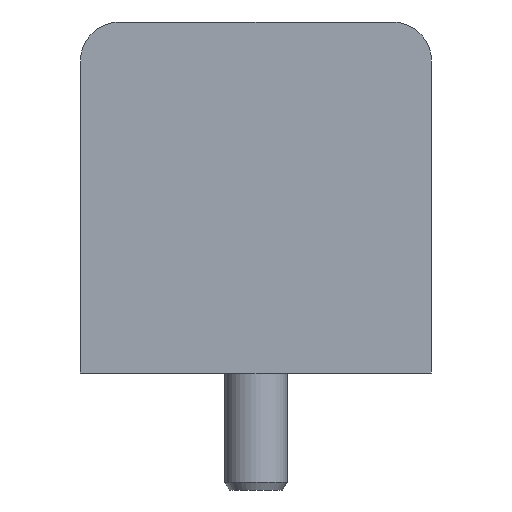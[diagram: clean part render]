
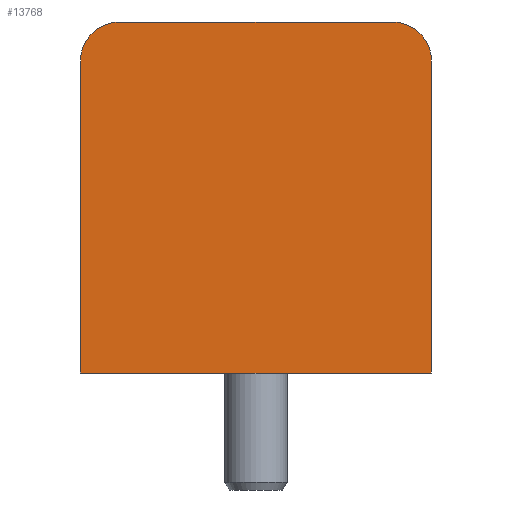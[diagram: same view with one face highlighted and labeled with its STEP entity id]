
A CAD part, left-side view. The second image highlights one B-rep face of the part: STEP entity #13768.
In plain terms, the highlighted planar face has unit normal (-1, 0, 0).
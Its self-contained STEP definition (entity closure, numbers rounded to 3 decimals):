
#243 = ORIENTED_EDGE ( 'NONE', *, *, #6543, .T. ) ;
#255 = AXIS2_PLACEMENT_3D ( 'NONE', #27375, #14522, #32380 ) ;
#325 = CARTESIAN_POINT ( 'NONE',  ( -5.8, -17.5, 22.5 ) ) ;
#509 = CARTESIAN_POINT ( 'NONE',  ( -5.8, 22.5, 17.5 ) ) ;
#1365 = CIRCLE ( 'NONE', #31351, 5. ) ;
#2046 = LINE ( 'NONE', #3504, #18894 ) ;
#2133 = DIRECTION ( 'NONE',  ( -1., 0., 0. ) ) ;
#2176 = VECTOR ( 'NONE', #21929, 1000. ) ;
#2427 = VECTOR ( 'NONE', #17354, 1000. ) ;
#3400 = VERTEX_POINT ( 'NONE', #18542 ) ;
#3504 = CARTESIAN_POINT ( 'NONE',  ( -5.8, 22.5, 22.5 ) ) ;
#3783 = LINE ( 'NONE', #6672, #2176 ) ;
#4195 = EDGE_CURVE ( 'NONE', #18573, #29205, #1365, .T. ) ;
#5351 = EDGE_CURVE ( 'NONE', #18573, #19337, #31908, .T. ) ;
#5496 = DIRECTION ( 'NONE',  ( 0., 0., 1. ) ) ;
#5660 = ORIENTED_EDGE ( 'NONE', *, *, #5351, .F. ) ;
#6543 = EDGE_CURVE ( 'NONE', #3400, #19739, #28052, .T. ) ;
#6672 = CARTESIAN_POINT ( 'NONE',  ( -5.8, -22.5, 22.5 ) ) ;
#8911 = CARTESIAN_POINT ( 'NONE',  ( -5.8, -22.5, -22.5 ) ) ;
#9225 = LINE ( 'NONE', #24750, #2427 ) ;
#11463 = CARTESIAN_POINT ( 'NONE',  ( -5.8, -22.5, 17.5 ) ) ;
#11528 = VECTOR ( 'NONE', #14305, 1000. ) ;
#12037 = EDGE_CURVE ( 'NONE', #19337, #12407, #9225, .T. ) ;
#12186 = PLANE ( 'NONE',  #255 ) ;
#12407 = VERTEX_POINT ( 'NONE', #24063 ) ;
#12450 = DIRECTION ( 'NONE',  ( 0., 0., 1. ) ) ;
#13768 = ADVANCED_FACE ( 'NONE', ( #15197 ), #12186, .T. ) ;
#14305 = DIRECTION ( 'NONE',  ( 0., 0., -1. ) ) ;
#14522 = DIRECTION ( 'NONE',  ( -1., 0., 0. ) ) ;
#15197 = FACE_OUTER_BOUND ( 'NONE', #17394, .T. ) ;
#17084 = ORIENTED_EDGE ( 'NONE', *, *, #4195, .T. ) ;
#17354 = DIRECTION ( 'NONE',  ( 0., 1., 0. ) ) ;
#17394 = EDGE_LOOP ( 'NONE', ( #5660, #17084, #20642, #243, #29776, #31595 ) ) ;
#18542 = CARTESIAN_POINT ( 'NONE',  ( -5.8, 17.5, 22.5 ) ) ;
#18573 = VERTEX_POINT ( 'NONE', #11463 ) ;
#18894 = VECTOR ( 'NONE', #5496, 1000. ) ;
#19152 = DIRECTION ( 'NONE',  ( 0., 0., 1. ) ) ;
#19337 = VERTEX_POINT ( 'NONE', #27020 ) ;
#19651 = AXIS2_PLACEMENT_3D ( 'NONE', #30191, #2133, #12450 ) ;
#19739 = VERTEX_POINT ( 'NONE', #509 ) ;
#20350 = EDGE_CURVE ( 'NONE', #3400, #29205, #3783, .T. ) ;
#20642 = ORIENTED_EDGE ( 'NONE', *, *, #20350, .F. ) ;
#21608 = DIRECTION ( 'NONE',  ( -1., 0., 0. ) ) ;
#21929 = DIRECTION ( 'NONE',  ( 0., -1., 0. ) ) ;
#23197 = EDGE_CURVE ( 'NONE', #12407, #19739, #2046, .T. ) ;
#24063 = CARTESIAN_POINT ( 'NONE',  ( -5.8, 22.5, -22.5 ) ) ;
#24750 = CARTESIAN_POINT ( 'NONE',  ( -5.8, 22.5, -22.5 ) ) ;
#27020 = CARTESIAN_POINT ( 'NONE',  ( -5.8, -22.5, -22.5 ) ) ;
#27375 = CARTESIAN_POINT ( 'NONE',  ( -5.8, 0., 0. ) ) ;
#28052 = CIRCLE ( 'NONE', #19651, 5. ) ;
#29205 = VERTEX_POINT ( 'NONE', #325 ) ;
#29495 = CARTESIAN_POINT ( 'NONE',  ( -5.8, -17.5, 17.5 ) ) ;
#29776 = ORIENTED_EDGE ( 'NONE', *, *, #23197, .F. ) ;
#30191 = CARTESIAN_POINT ( 'NONE',  ( -5.8, 17.5, 17.5 ) ) ;
#31351 = AXIS2_PLACEMENT_3D ( 'NONE', #29495, #21608, #19152 ) ;
#31595 = ORIENTED_EDGE ( 'NONE', *, *, #12037, .F. ) ;
#31908 = LINE ( 'NONE', #8911, #11528 ) ;
#32380 = DIRECTION ( 'NONE',  ( 0., 0., 1. ) ) ;
